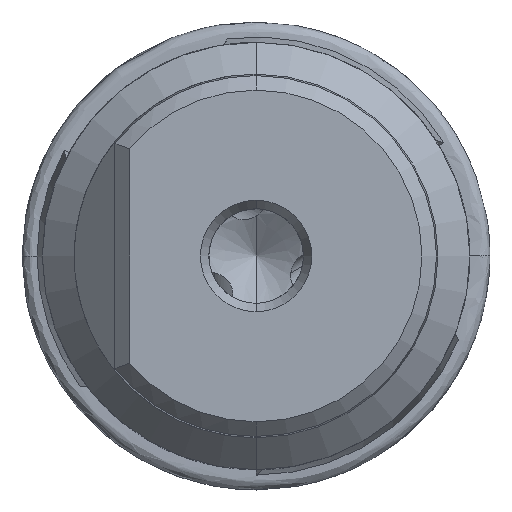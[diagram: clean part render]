
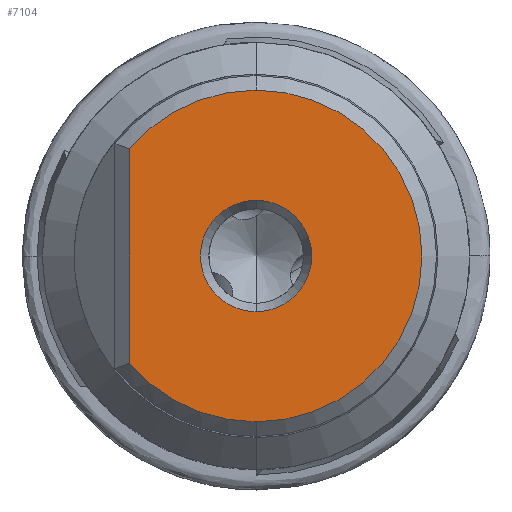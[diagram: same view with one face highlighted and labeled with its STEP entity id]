
A CAD part, left-side view. The second image highlights one B-rep face of the part: STEP entity #7104.
In plain terms, the highlighted planar face has unit normal (-1, 0, 0).
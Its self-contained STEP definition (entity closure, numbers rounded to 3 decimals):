
#766 = VECTOR ( 'NONE', #6428, 1000. ) ;
#768 = CIRCLE ( 'NONE', #6174, 11.4 ) ;
#771 = LINE ( 'NONE', #6427, #766 ) ;
#808 = EDGE_CURVE ( 'NONE', #5588, #5583, #3753, .T. ) ;
#873 = EDGE_CURVE ( 'NONE', #5583, #5588, #4885, .T. ) ;
#906 = AXIS2_PLACEMENT_3D ( 'NONE', #3364, #3348, #3375 ) ;
#1013 = ORIENTED_EDGE ( 'NONE', *, *, #808, .T. ) ;
#1014 = ORIENTED_EDGE ( 'NONE', *, *, #3446, .F. ) ;
#1015 = ORIENTED_EDGE ( 'NONE', *, *, #873, .T. ) ;
#1254 = DIRECTION ( 'NONE',  ( -1., 0., 0. ) ) ;
#1255 = CARTESIAN_POINT ( 'NONE',  ( -103.72, 11.4, 0. ) ) ;
#1257 = PLANE ( 'NONE',  #4843 ) ;
#1259 = DIRECTION ( 'NONE',  ( 0., 0., 1. ) ) ;
#1616 = EDGE_LOOP ( 'NONE', ( #6987, #6986, #6984, #1014 ) ) ;
#1617 = EDGE_LOOP ( 'NONE', ( #1013, #1015 ) ) ;
#2759 = VERTEX_POINT ( 'NONE', #5062 ) ;
#2764 = VERTEX_POINT ( 'NONE', #5066 ) ;
#3348 = DIRECTION ( 'NONE',  ( 1., 0., 0. ) ) ;
#3364 = CARTESIAN_POINT ( 'NONE',  ( -103.72, 0., 0. ) ) ;
#3375 = DIRECTION ( 'NONE',  ( 0., 0., -1. ) ) ;
#3443 = EDGE_CURVE ( 'NONE', #2759, #2764, #4938, .T. ) ;
#3446 = EDGE_CURVE ( 'NONE', #6105, #2759, #4947, .T. ) ;
#3753 = CIRCLE ( 'NONE', #906, 3.827 ) ;
#4843 = AXIS2_PLACEMENT_3D ( 'NONE', #1255, #1254, #1259 ) ;
#4885 = CIRCLE ( 'NONE', #6112, 3.827 ) ;
#4938 = CIRCLE ( 'NONE', #6147, 11.4 ) ;
#4947 = CIRCLE ( 'NONE', #6149, 11.4 ) ;
#5062 = CARTESIAN_POINT ( 'NONE',  ( -103.72, 0., 11.4 ) ) ;
#5066 = CARTESIAN_POINT ( 'NONE',  ( -103.72, 0., -11.4 ) ) ;
#5097 = CARTESIAN_POINT ( 'NONE',  ( -103.72, 0., 0. ) ) ;
#5098 = DIRECTION ( 'NONE',  ( 1., 0., 0. ) ) ;
#5099 = DIRECTION ( 'NONE',  ( 0., 0., -1. ) ) ;
#5105 = CARTESIAN_POINT ( 'NONE',  ( -103.72, 0., 0. ) ) ;
#5106 = DIRECTION ( 'NONE',  ( 1., 0., 0. ) ) ;
#5107 = DIRECTION ( 'NONE',  ( 0., 0., -1. ) ) ;
#5512 = VERTEX_POINT ( 'NONE', #6365 ) ;
#5583 = VERTEX_POINT ( 'NONE', #6400 ) ;
#5588 = VERTEX_POINT ( 'NONE', #6404 ) ;
#5608 = EDGE_CURVE ( 'NONE', #5512, #6105, #771, .T. ) ;
#5609 = EDGE_CURVE ( 'NONE', #2764, #5512, #768, .T. ) ;
#5825 = FACE_OUTER_BOUND ( 'NONE', #1616, .T. ) ;
#5827 = FACE_BOUND ( 'NONE', #1617, .T. ) ;
#5982 = DIRECTION ( 'NONE',  ( 0., 0., -1. ) ) ;
#5983 = CARTESIAN_POINT ( 'NONE',  ( -103.72, 0., 0. ) ) ;
#6026 = DIRECTION ( 'NONE',  ( 1., 0., 0. ) ) ;
#6105 = VERTEX_POINT ( 'NONE', #7448 ) ;
#6112 = AXIS2_PLACEMENT_3D ( 'NONE', #5983, #6026, #5982 ) ;
#6147 = AXIS2_PLACEMENT_3D ( 'NONE', #5097, #5098, #5099 ) ;
#6149 = AXIS2_PLACEMENT_3D ( 'NONE', #5105, #5106, #5107 ) ;
#6174 = AXIS2_PLACEMENT_3D ( 'NONE', #6431, #6432, #6433 ) ;
#6365 = CARTESIAN_POINT ( 'NONE',  ( -103.72, 8.7, -7.367 ) ) ;
#6400 = CARTESIAN_POINT ( 'NONE',  ( -103.72, 0., -3.827 ) ) ;
#6404 = CARTESIAN_POINT ( 'NONE',  ( -103.72, 0., 3.827 ) ) ;
#6427 = CARTESIAN_POINT ( 'NONE',  ( -103.72, 8.7, 0. ) ) ;
#6428 = DIRECTION ( 'NONE',  ( 0., 0., 1. ) ) ;
#6431 = CARTESIAN_POINT ( 'NONE',  ( -103.72, 0., 0. ) ) ;
#6432 = DIRECTION ( 'NONE',  ( 1., 0., 0. ) ) ;
#6433 = DIRECTION ( 'NONE',  ( 0., 0., -1. ) ) ;
#6984 = ORIENTED_EDGE ( 'NONE', *, *, #3443, .F. ) ;
#6986 = ORIENTED_EDGE ( 'NONE', *, *, #5609, .F. ) ;
#6987 = ORIENTED_EDGE ( 'NONE', *, *, #5608, .F. ) ;
#7104 = ADVANCED_FACE ( 'NONE', ( #5825, #5827 ), #1257, .T. ) ;
#7448 = CARTESIAN_POINT ( 'NONE',  ( -103.72, 8.7, 7.367 ) ) ;
